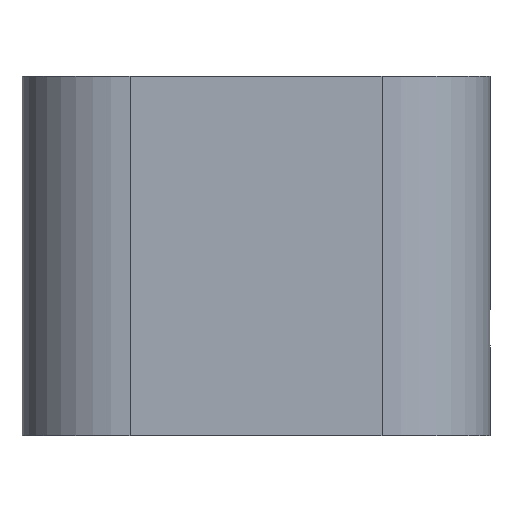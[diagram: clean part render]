
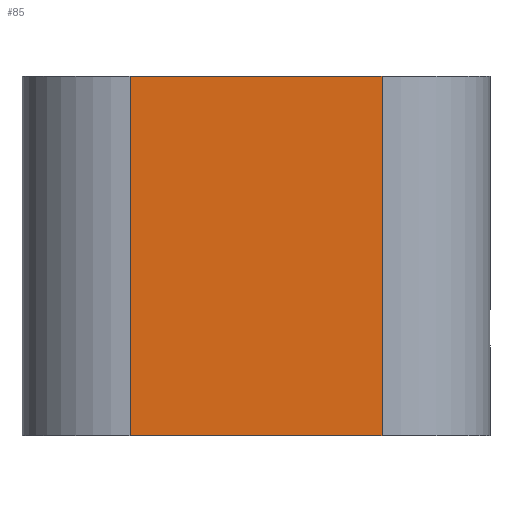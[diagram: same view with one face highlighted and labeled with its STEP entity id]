
A CAD part, left-side view. The second image highlights one B-rep face of the part: STEP entity #85.
In plain terms, the highlighted planar face has unit normal (-1, 0, 0).
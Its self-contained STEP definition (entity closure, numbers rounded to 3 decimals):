
#85 = ADVANCED_FACE( '', ( #199 ), #200, .F. );
#199 = FACE_OUTER_BOUND( '', #340, .T. );
#200 = PLANE( '', #341 );
#340 = EDGE_LOOP( '', ( #519, #520, #521, #522 ) );
#341 = AXIS2_PLACEMENT_3D( '', #523, #524, #525 );
#519 = ORIENTED_EDGE( '', *, *, #746, .T. );
#520 = ORIENTED_EDGE( '', *, *, #747, .F. );
#521 = ORIENTED_EDGE( '', *, *, #711, .F. );
#522 = ORIENTED_EDGE( '', *, *, #748, .T. );
#523 = CARTESIAN_POINT( '', ( -15., 3.5, 10. ) );
#524 = DIRECTION( '', ( 1., 0., 0. ) );
#525 = DIRECTION( '', ( 0., 0., -1. ) );
#711 = EDGE_CURVE( '', #826, #827, #828, .T. );
#746 = EDGE_CURVE( '', #884, #885, #886, .T. );
#747 = EDGE_CURVE( '', #827, #885, #887, .T. );
#748 = EDGE_CURVE( '', #826, #884, #888, .T. );
#826 = VERTEX_POINT( '', #982 );
#827 = VERTEX_POINT( '', #983 );
#828 = LINE( '', #984, #985 );
#884 = VERTEX_POINT( '', #1050 );
#885 = VERTEX_POINT( '', #1051 );
#886 = LINE( '', #1052, #1053 );
#887 = LINE( '', #1054, #1055 );
#888 = LINE( '', #1056, #1057 );
#982 = CARTESIAN_POINT( '', ( -15., 3.5, 10. ) );
#983 = CARTESIAN_POINT( '', ( -15., -3.5, 10. ) );
#984 = CARTESIAN_POINT( '', ( -15., 3.5, 10. ) );
#985 = VECTOR( '', #1164, 1000. );
#1050 = CARTESIAN_POINT( '', ( -15., 3.5, 0. ) );
#1051 = CARTESIAN_POINT( '', ( -15., -3.5, 0. ) );
#1052 = CARTESIAN_POINT( '', ( -15., 3.5, 0. ) );
#1053 = VECTOR( '', #1219, 1000. );
#1054 = CARTESIAN_POINT( '', ( -15., -3.5, 10. ) );
#1055 = VECTOR( '', #1220, 1000. );
#1056 = CARTESIAN_POINT( '', ( -15., 3.5, 10. ) );
#1057 = VECTOR( '', #1221, 1000. );
#1164 = DIRECTION( '', ( 0., -1., 0. ) );
#1219 = DIRECTION( '', ( 0., -1., 0. ) );
#1220 = DIRECTION( '', ( 0., 0., -1. ) );
#1221 = DIRECTION( '', ( 0., 0., -1. ) );
